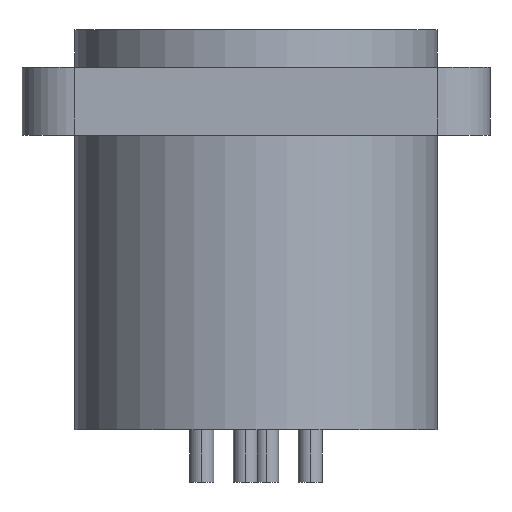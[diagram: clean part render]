
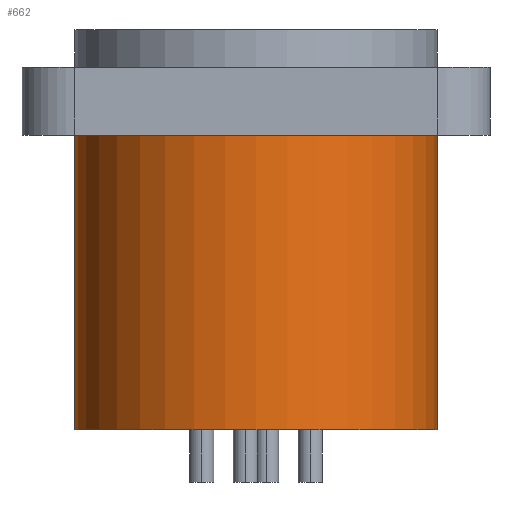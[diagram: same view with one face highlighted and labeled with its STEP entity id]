
A CAD part, left-side view. The second image highlights one B-rep face of the part: STEP entity #662.
In plain terms, the highlighted cylindrical face has radius 12 mm (diameter 24 mm), a partial arc.
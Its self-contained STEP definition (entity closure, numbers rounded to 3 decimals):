
#6=DIRECTION('',(0.,0.,1.));
#7=VECTOR('',#6,19.5);
#8=CARTESIAN_POINT('',(0.,12.,-19.5));
#9=LINE('',#8,#7);
#10=DIRECTION('',(0.,0.,1.));
#11=VECTOR('',#10,19.5);
#12=CARTESIAN_POINT('',(0.,-12.,-19.5));
#13=LINE('',#12,#11);
#14=CARTESIAN_POINT('',(0.,0.,-19.5));
#15=DIRECTION('',(0.,0.,1.));
#16=DIRECTION('',(0.,1.,0.));
#17=AXIS2_PLACEMENT_3D('',#14,#15,#16);
#24=CARTESIAN_POINT('',(0.,0.,0.));
#25=DIRECTION('',(0.,0.,1.));
#26=DIRECTION('',(0.,1.,0.));
#27=AXIS2_PLACEMENT_3D('',#24,#25,#26);
#489=CARTESIAN_POINT('',(0.,12.,-19.5));
#490=CARTESIAN_POINT('',(0.,12.,0.));
#491=VERTEX_POINT('',#489);
#492=VERTEX_POINT('',#490);
#505=CARTESIAN_POINT('',(0.,-12.,-19.5));
#506=CARTESIAN_POINT('',(0.,-12.,0.));
#507=VERTEX_POINT('',#505);
#508=VERTEX_POINT('',#506);
#649=CARTESIAN_POINT('',(0.,0.,8.325));
#650=DIRECTION('',(0.,0.,-1.));
#651=DIRECTION('',(0.,-1.,0.));
#652=AXIS2_PLACEMENT_3D('',#649,#650,#651);
#653=CYLINDRICAL_SURFACE('',#652,12.);
#654=ORIENTED_EDGE('',*,*,#638,.T.);
#656=ORIENTED_EDGE('',*,*,#655,.T.);
#657=ORIENTED_EDGE('',*,*,#642,.F.);
#659=ORIENTED_EDGE('',*,*,#658,.F.);
#660=EDGE_LOOP('',(#654,#656,#657,#659));
#661=FACE_OUTER_BOUND('',#660,.F.);
#662=ADVANCED_FACE('',(#661),#653,.T.);
#18=CIRCLE('',#17,12.);
#28=CIRCLE('',#27,12.);
#638=EDGE_CURVE('',#491,#492,#9,.T.);
#642=EDGE_CURVE('',#507,#508,#13,.T.);
#655=EDGE_CURVE('',#492,#508,#28,.T.);
#658=EDGE_CURVE('',#491,#507,#18,.T.);
